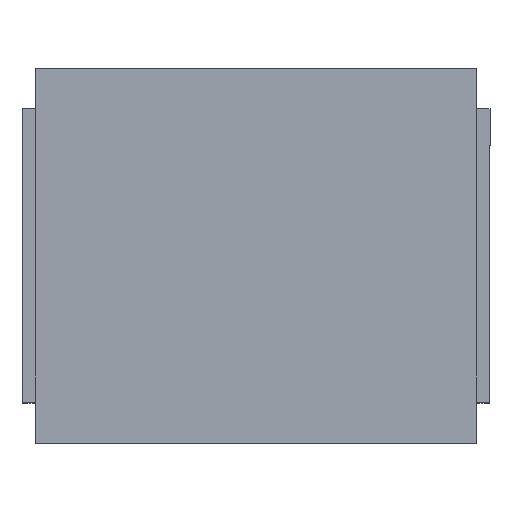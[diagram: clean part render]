
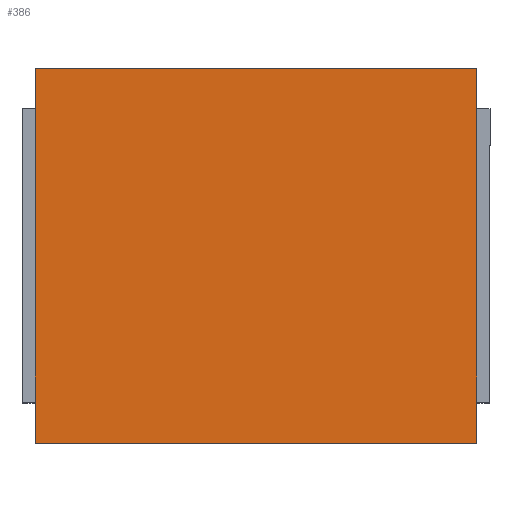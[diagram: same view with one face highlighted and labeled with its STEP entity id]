
A CAD part, top view. The second image highlights one B-rep face of the part: STEP entity #386.
In plain terms, the highlighted planar face has unit normal (0, 0, 1).
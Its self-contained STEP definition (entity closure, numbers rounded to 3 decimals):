
#277=CARTESIAN_POINT('',(3.821,4.884,1.1));
#278=VERTEX_POINT('',#277);
#285=CARTESIAN_POINT('',(3.821,7.684,1.1));
#286=VERTEX_POINT('',#285);
#287=CARTESIAN_POINT('',(3.821,4.884,1.1));
#288=DIRECTION('',(0.0,1.0,0.0));
#289=VECTOR('',#288,2.8);
#290=LINE('',#287,#289);
#291=EDGE_CURVE('',#278,#286,#290,.T.);
#309=CARTESIAN_POINT('',(7.121,4.884,1.1));
#310=VERTEX_POINT('',#309);
#317=CARTESIAN_POINT('',(7.121,4.884,1.1));
#318=DIRECTION('',(-1.0,0.0,0.0));
#319=VECTOR('',#318,3.3);
#320=LINE('',#317,#319);
#321=EDGE_CURVE('',#310,#278,#320,.T.);
#340=CARTESIAN_POINT('',(7.121,7.684,1.1));
#341=VERTEX_POINT('',#340);
#342=CARTESIAN_POINT('',(3.821,7.684,1.1));
#343=DIRECTION('',(1.0,0.0,0.0));
#344=VECTOR('',#343,3.3);
#345=LINE('',#342,#344);
#346=EDGE_CURVE('',#286,#341,#345,.T.);
#365=CARTESIAN_POINT('',(7.121,7.684,1.1));
#366=DIRECTION('',(0.0,-1.0,0.0));
#367=VECTOR('',#366,2.8);
#368=LINE('',#365,#367);
#369=EDGE_CURVE('',#341,#310,#368,.T.);
#375=CARTESIAN_POINT('',(5.471,6.284,1.1));
#376=DIRECTION('',(0.0,0.0,1.0));
#377=DIRECTION('',(1.0,0.0,0.0));
#378=AXIS2_PLACEMENT_3D('',#375,#376,#377);
#379=PLANE('',#378);
#380=ORIENTED_EDGE('',*,*,#291,.F.);
#381=ORIENTED_EDGE('',*,*,#321,.F.);
#382=ORIENTED_EDGE('',*,*,#369,.F.);
#383=ORIENTED_EDGE('',*,*,#346,.F.);
#384=EDGE_LOOP('',(#380,#381,#382,#383));
#385=FACE_OUTER_BOUND('',#384,.T.);
#386=ADVANCED_FACE('',(#385),#379,.T.);
